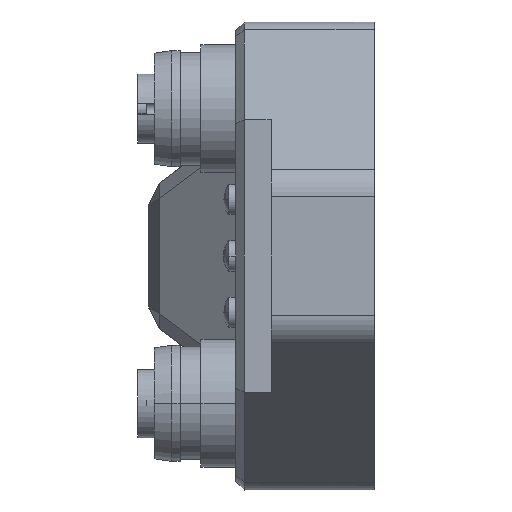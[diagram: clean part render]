
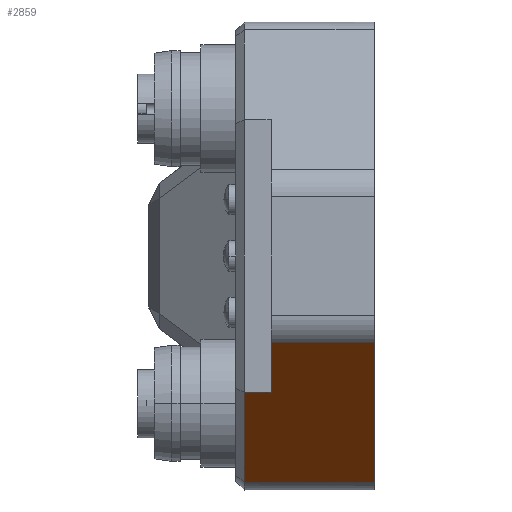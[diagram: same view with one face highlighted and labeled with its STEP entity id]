
A CAD part, left-side view. The second image highlights one B-rep face of the part: STEP entity #2859.
In plain terms, the highlighted planar face has unit normal (-0.622, 0, -0.783).
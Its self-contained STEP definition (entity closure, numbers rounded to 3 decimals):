
#166=B_SPLINE_CURVE_WITH_KNOTS('',3,(#16782,#16783,#16784,#16785,#16786,
#16787),.UNSPECIFIED.,.F.,.F.,(4,1,1,4),(0.,0.333,0.667,
1.),.UNSPECIFIED.);
#553=FACE_OUTER_BOUND('',#4021,.T.);
#1283=LINE('',#16798,#2146);
#1284=LINE('',#16800,#2147);
#1285=LINE('',#16802,#2148);
#1286=LINE('',#16804,#2149);
#1287=LINE('',#16806,#2150);
#1288=LINE('',#16808,#2151);
#2146=VECTOR('',#13136,1.);
#2147=VECTOR('',#13139,1.);
#2148=VECTOR('',#13140,1.);
#2149=VECTOR('',#13141,1.);
#2150=VECTOR('',#13142,1.);
#2151=VECTOR('',#13143,1.);
#2859=ADVANCED_FACE('',(#553),#3490,.F.);
#3490=PLANE('',#11437);
#4021=EDGE_LOOP('',(#5167,#5168,#5169,#5170,#5171,#5172,#5173));
#5167=ORIENTED_EDGE('',*,*,#9270,.F.);
#5168=ORIENTED_EDGE('',*,*,#9274,.T.);
#5169=ORIENTED_EDGE('',*,*,#9275,.T.);
#5170=ORIENTED_EDGE('',*,*,#9276,.T.);
#5171=ORIENTED_EDGE('',*,*,#9277,.T.);
#5172=ORIENTED_EDGE('',*,*,#9278,.T.);
#5173=ORIENTED_EDGE('',*,*,#9279,.F.);
#8117=VERTEX_POINT('',#16788);
#8118=VERTEX_POINT('',#16789);
#8119=VERTEX_POINT('',#16797);
#8120=VERTEX_POINT('',#16801);
#8121=VERTEX_POINT('',#16803);
#8122=VERTEX_POINT('',#16805);
#8123=VERTEX_POINT('',#16807);
#9270=EDGE_CURVE('',#8117,#8118,#166,.T.);
#9274=EDGE_CURVE('',#8117,#8119,#1283,.T.);
#9275=EDGE_CURVE('',#8119,#8120,#1284,.T.);
#9276=EDGE_CURVE('',#8120,#8121,#1285,.T.);
#9277=EDGE_CURVE('',#8121,#8122,#1286,.T.);
#9278=EDGE_CURVE('',#8122,#8123,#1287,.T.);
#9279=EDGE_CURVE('',#8118,#8123,#1288,.T.);
#11437=AXIS2_PLACEMENT_3D('',#16809,#13144,#13145);
#13136=DIRECTION('',(0.,-1.,0.));
#13139=DIRECTION('',(-0.783,0.,0.622));
#13140=DIRECTION('',(0.,1.,0.));
#13141=DIRECTION('',(0.783,0.,-0.622));
#13142=DIRECTION('',(0.,1.,0.));
#13143=DIRECTION('',(-0.783,0.,0.622));
#13144=DIRECTION('',(0.622,0.,0.783));
#13145=DIRECTION('',(-0.783,0.,0.622));
#16782=CARTESIAN_POINT('',(60.908,14.999,-26.133));
#16783=CARTESIAN_POINT('',(60.902,15.,-26.129));
#16784=CARTESIAN_POINT('',(60.89,15.,-26.119));
#16785=CARTESIAN_POINT('',(60.871,15.,-26.105));
#16786=CARTESIAN_POINT('',(60.859,15.,-26.095));
#16787=CARTESIAN_POINT('',(60.853,15.,-26.09));
#16788=CARTESIAN_POINT('',(60.908,14.999,-26.133));
#16789=CARTESIAN_POINT('',(60.853,15.,-26.09));
#16797=CARTESIAN_POINT('',(60.908,0.,-26.133));
#16798=CARTESIAN_POINT('',(60.908,14.999,-26.133));
#16800=CARTESIAN_POINT('',(60.908,0.,-26.133));
#16801=CARTESIAN_POINT('',(40.514,0.,-9.951));
#16802=CARTESIAN_POINT('',(40.514,0.,-9.951));
#16803=CARTESIAN_POINT('',(40.514,11.9,-9.951));
#16804=CARTESIAN_POINT('',(40.514,11.9,-9.951));
#16805=CARTESIAN_POINT('',(47.8,11.9,-15.733));
#16806=CARTESIAN_POINT('',(47.8,11.9,-15.733));
#16807=CARTESIAN_POINT('',(47.8,15.,-15.733));
#16808=CARTESIAN_POINT('',(60.853,15.,-26.09));
#16809=CARTESIAN_POINT('',(62.,16.,-27.));
